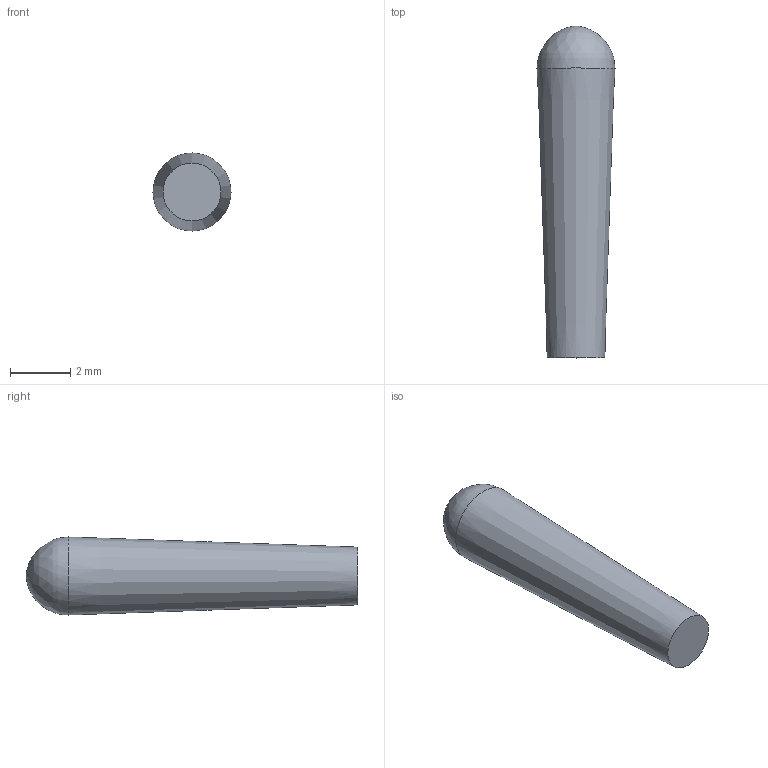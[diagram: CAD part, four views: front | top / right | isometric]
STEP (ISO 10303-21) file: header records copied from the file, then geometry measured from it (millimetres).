
FILE_DESCRIPTION(/* description */ ('A Series - Process Sealed Subminiature Toggle - toggle-'),/* implementation_level */ '2;1');
FILE_NAME(/* name */ 'AA-toggle-toggle.ipt.step',/* time_stamp */ '2014-01-01T17:30:34-08:00',/* author */ ('Cadenas PARTsolutions'),/* organization */ ('NKKSWITCHES'),/* preprocessor_version */ 'ST-DEVELOPER v15.2',/* originating_system */ 'Autodesk Inventor 2014',/* authorisation */ '');
FILE_SCHEMA (('AUTOMOTIVE_DESIGN { 1 0 10303 214 3 1 1 }'));
Length unit declared in the file: inch
Products named in the file (1): AA-toggle-toggle
Bounding box: 2.59 x 11.02 x 2.59 mm (x, y, z)
Volume: 43.5 mm3; surface area: 82.1 mm2
Topology: 1 solids, 1 shells, 3 faces, 6 edges, 4 vertices
Faces by surface type: cone 1, bspline 1, plane 1
Entity records: 117 total; most frequent: CARTESIAN_POINT 40, DIRECTION 12, ORIENTED_EDGE 8, AXIS2_PLACEMENT_3D 6, EDGE_LOOP 4, VERTEX_POINT 4, EDGE_CURVE 4, FACE_OUTER_BOUND 3
